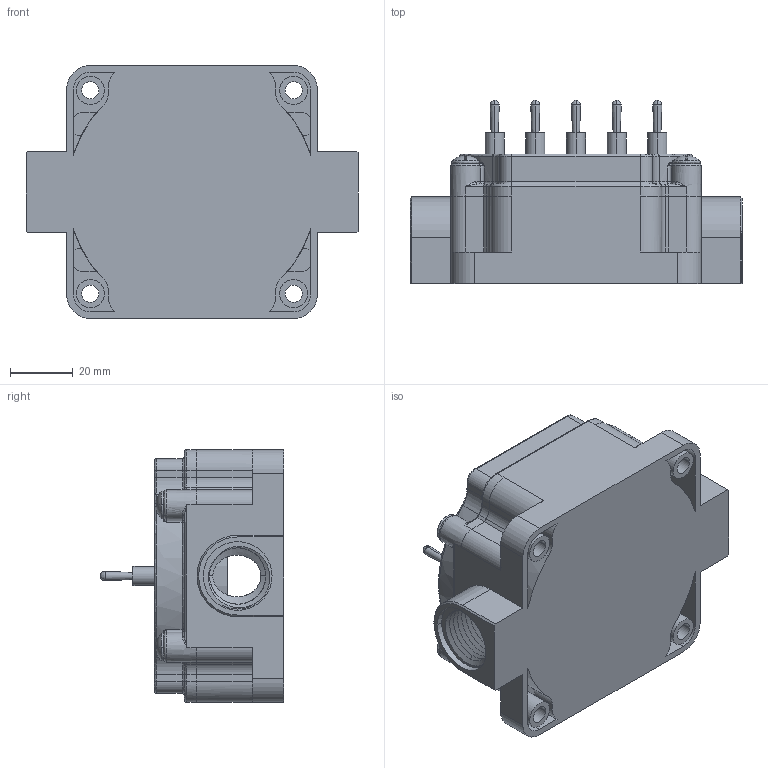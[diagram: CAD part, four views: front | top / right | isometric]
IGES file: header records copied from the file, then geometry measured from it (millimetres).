
Start section:  PTC IGES file: 152684.igs
Global section: file name: 152684.igs; native system: Pro/ENGINEER by Parametric Technology Corporation; preprocessor: 2009141; author: banengservice; organization: Unknown; date: 20100614.090141; units: inch
Bounding box: 106.14 x 58.58 x 80.85 mm (x, y, z)
Volume: 79553.2 mm3; surface area: 66401.2 mm2
Topology: 1 solids, 1 shells, 929 faces, 2333 edges, 1467 vertices
Faces by surface type: revolution 489, bspline 440
